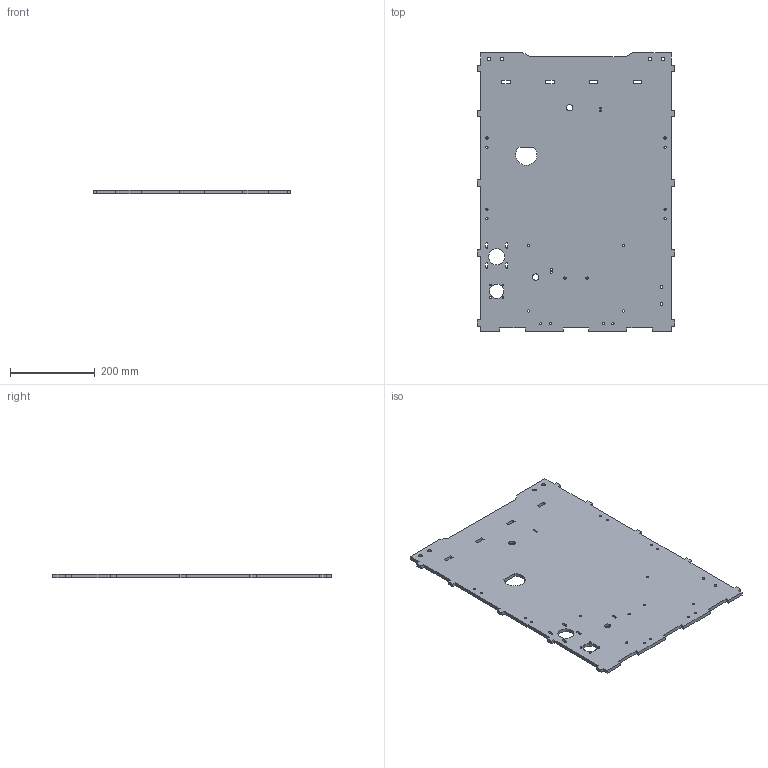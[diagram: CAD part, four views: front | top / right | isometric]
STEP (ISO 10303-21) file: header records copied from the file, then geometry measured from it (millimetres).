
FILE_DESCRIPTION (( 'STEP AP214' ), '1' );
FILE_NAME ('Back panel.STEP', '2019-07-07T22:48:48', ( '' ), ( '' ), 'SwSTEP 2.0', 'SolidWorks 2018', '' );
FILE_SCHEMA (( 'AUTOMOTIVE_DESIGN' ));
Length unit declared in the file: millimetre
Products named in the file (1): Back panel
Bounding box: 466.3 x 657.34 x 8 mm (x, y, z)
Volume: 2299861.9 mm3; surface area: 605363.3 mm2
Topology: 1 solids, 1 shells, 170 faces, 504 edges, 336 vertices
Faces by surface type: plane 87, cylinder 83
Entity records: 7697 total; most frequent: DIRECTION 1012, CARTESIAN_POINT 1011, ORIENTED_EDGE 1008, EDGE_CURVE 504, LINE 338, VECTOR 338, AXIS2_PLACEMENT_3D 337, VERTEX_POINT 336
